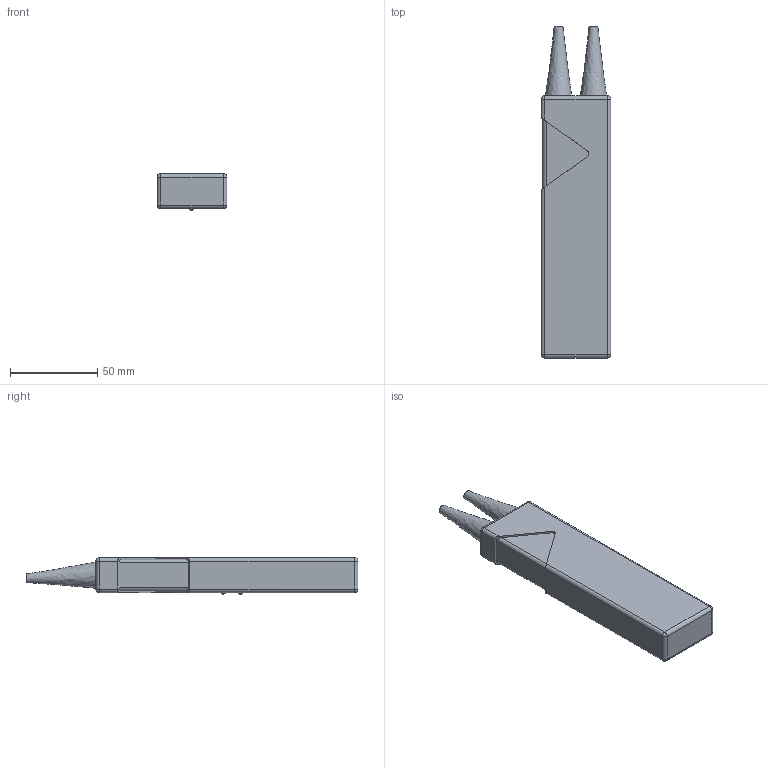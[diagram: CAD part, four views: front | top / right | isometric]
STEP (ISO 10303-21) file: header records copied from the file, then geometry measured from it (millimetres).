
FILE_DESCRIPTION(/* description */ ('STEP AP242','CAx-IF Rec.Pracs.---Representation and Presentation of Product Manufacturing Information (PMI)---4.0---2014-10-13','CAx-IF Rec.Pracs.---3D Tessellated Geometry---0.4---2014-09-14','2;1'),/* implementation_level */ '2;1');
FILE_NAME(/* name */ '689f0dd560211d1ddc523309',/* time_stamp */ '2025-08-15T10:37:10Z',/* author */ (''),/* organization */ (''),/* preprocessor_version */ 'ST-DEVELOPER v20',/* originating_system */ 'ONSHAPE BY PTC INC, 1.202',/* authorisation */ ' ');
FILE_SCHEMA (('AP242_MANAGED_MODEL_BASED_3D_ENGINEERING_MIM_LF { 1 0 10303 442 1 1 4 }'));
Length unit declared in the file: metre
Products named in the file (7): Case - Gray; Button Helper Bar; Wedge - Copper; Cone - Clear; Button - Red; Button - Green
Bounding box: 40 x 190 x 21 mm (x, y, z)
Volume: 95589.3 mm3; surface area: 37079.1 mm2
Topology: 7 solids, 7 shells, 120 faces, 294 edges, 180 vertices
Faces by surface type: plane 74, cylinder 32, sphere 11, bspline 2, torus 1
Full cylindrical faces by diameter (mm): 3 x2, 3.2 x2, 5 x1, 5.2 x1, 10 x2
Entity records: 3617 total; most frequent: CARTESIAN_POINT 699, DIRECTION 590, ORIENTED_EDGE 530, EDGE_CURVE 265, AXIS2_PLACEMENT_3D 200, LINE 190, VECTOR 190, VERTEX_POINT 173
